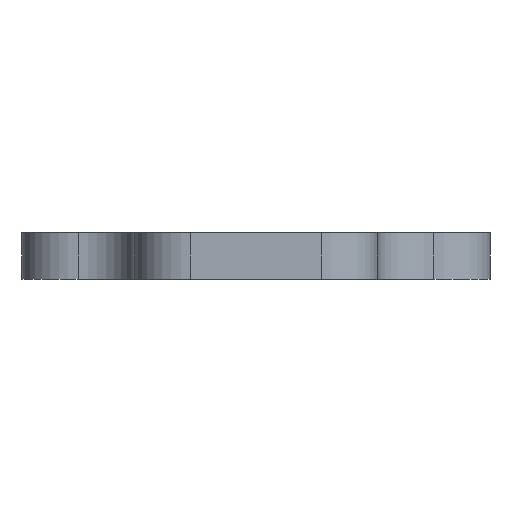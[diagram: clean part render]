
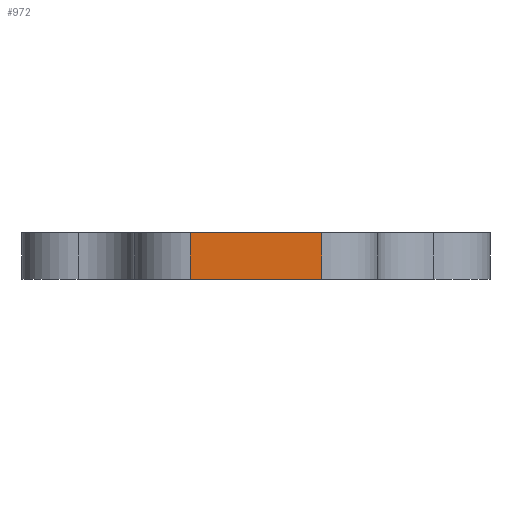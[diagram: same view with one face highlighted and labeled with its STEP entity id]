
A CAD part, front view. The second image highlights one B-rep face of the part: STEP entity #972.
In plain terms, the highlighted planar face has unit normal (0, -1, 0).
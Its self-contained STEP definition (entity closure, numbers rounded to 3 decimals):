
#22 = EDGE_CURVE ( 'NONE', #711, #161, #832, .T. ) ;
#23 = CARTESIAN_POINT ( 'NONE',  ( -25., -61., 5. ) ) ;
#37 = DIRECTION ( 'NONE',  ( 0., 0., 1. ) ) ;
#68 = VERTEX_POINT ( 'NONE', #549 ) ;
#79 = CARTESIAN_POINT ( 'NONE',  ( 7., -61., 5. ) ) ;
#83 = EDGE_CURVE ( 'NONE', #161, #68, #377, .T. ) ;
#100 = ORIENTED_EDGE ( 'NONE', *, *, #83, .T. ) ;
#115 = DIRECTION ( 'NONE',  ( 0., 0., -1. ) ) ;
#135 = LINE ( 'NONE', #965, #919 ) ;
#161 = VERTEX_POINT ( 'NONE', #1110 ) ;
#234 = PLANE ( 'NONE',  #401 ) ;
#306 = ORIENTED_EDGE ( 'NONE', *, *, #1283, .T. ) ;
#335 = DIRECTION ( 'NONE',  ( 0., 1., 0. ) ) ;
#364 = DIRECTION ( 'NONE',  ( 1., 0., 0. ) ) ;
#377 = LINE ( 'NONE', #1105, #542 ) ;
#401 = AXIS2_PLACEMENT_3D ( 'NONE', #23, #335, #652 ) ;
#442 = CARTESIAN_POINT ( 'NONE',  ( -7., -61., 5. ) ) ;
#528 = DIRECTION ( 'NONE',  ( 1., 0., 0. ) ) ;
#542 = VECTOR ( 'NONE', #364, 1000. ) ;
#549 = CARTESIAN_POINT ( 'NONE',  ( 7., -61., 0. ) ) ;
#561 = VERTEX_POINT ( 'NONE', #79 ) ;
#652 = DIRECTION ( 'NONE',  ( 0., 0., 1. ) ) ;
#711 = VERTEX_POINT ( 'NONE', #442 ) ;
#724 = CARTESIAN_POINT ( 'NONE',  ( -25., -61., 5. ) ) ;
#743 = ORIENTED_EDGE ( 'NONE', *, *, #1354, .F. ) ;
#758 = FACE_OUTER_BOUND ( 'NONE', #1001, .T. ) ;
#798 = VECTOR ( 'NONE', #115, 1000. ) ;
#832 = LINE ( 'NONE', #1264, #798 ) ;
#919 = VECTOR ( 'NONE', #37, 1000. ) ;
#934 = LINE ( 'NONE', #724, #1146 ) ;
#965 = CARTESIAN_POINT ( 'NONE',  ( 7., -61., 5. ) ) ;
#972 = ADVANCED_FACE ( 'NONE', ( #758 ), #234, .F. ) ;
#1001 = EDGE_LOOP ( 'NONE', ( #100, #306, #743, #1279 ) ) ;
#1105 = CARTESIAN_POINT ( 'NONE',  ( -25., -61., 0. ) ) ;
#1110 = CARTESIAN_POINT ( 'NONE',  ( -7., -61., 0. ) ) ;
#1146 = VECTOR ( 'NONE', #528, 1000. ) ;
#1264 = CARTESIAN_POINT ( 'NONE',  ( -7., -61., 5. ) ) ;
#1279 = ORIENTED_EDGE ( 'NONE', *, *, #22, .T. ) ;
#1283 = EDGE_CURVE ( 'NONE', #68, #561, #135, .T. ) ;
#1354 = EDGE_CURVE ( 'NONE', #711, #561, #934, .T. ) ;
